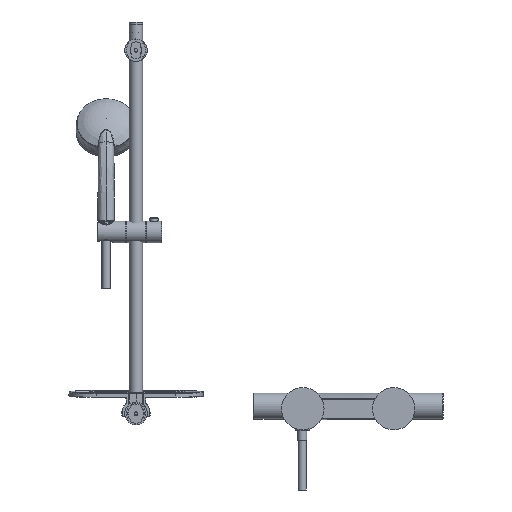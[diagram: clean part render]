
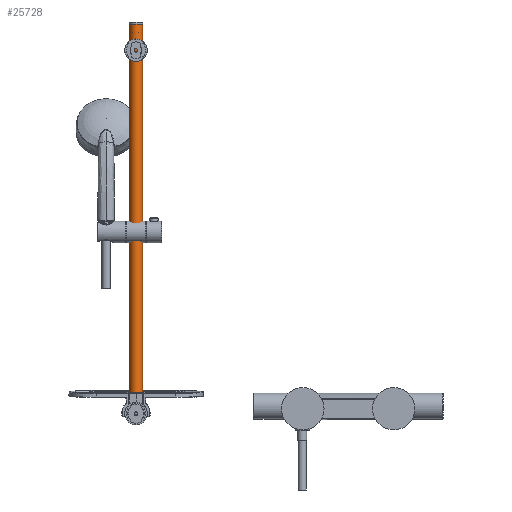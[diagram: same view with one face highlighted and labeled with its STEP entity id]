
A CAD part, left-side view. The second image highlights one B-rep face of the part: STEP entity #25728.
In plain terms, the highlighted cylindrical face has radius 10.9 mm (diameter 21.8 mm), a full revolution.
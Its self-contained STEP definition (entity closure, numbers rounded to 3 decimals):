
#5350=CYLINDRICAL_SURFACE('',#29920,10.9);
#5821=ORIENTED_EDGE('',*,*,#13870,.T.);
#5822=ORIENTED_EDGE('',*,*,#13871,.F.);
#13870=EDGE_CURVE('',#17898,#17898,#20626,.T.);
#13871=EDGE_CURVE('',#17899,#17899,#20627,.T.);
#17898=VERTEX_POINT('',#37437);
#17899=VERTEX_POINT('',#37439);
#20626=CIRCLE('',#29921,10.9);
#20627=CIRCLE('',#29922,10.9);
#21514=EDGE_LOOP('',(#5821));
#21515=EDGE_LOOP('',(#5822));
#23525=FACE_BOUND('',#21514,.T.);
#23526=FACE_BOUND('',#21515,.T.);
#25728=ADVANCED_FACE('',(#23525,#23526),#5350,.T.);
#29920=AXIS2_PLACEMENT_3D('',#37435,#32116,#32117);
#29921=AXIS2_PLACEMENT_3D('',#37436,#32118,#32119);
#29922=AXIS2_PLACEMENT_3D('',#37438,#32120,#32121);
#32116=DIRECTION('',(0.,0.,-1.));
#32117=DIRECTION('',(0.,-1.,0.));
#32118=DIRECTION('',(0.,0.,-1.));
#32119=DIRECTION('',(0.,1.,0.));
#32120=DIRECTION('',(0.,0.,-1.));
#32121=DIRECTION('',(0.,1.,0.));
#37435=CARTESIAN_POINT('',(0.,350.65,631.033));
#37436=CARTESIAN_POINT('',(0.,350.65,631.033));
#37437=CARTESIAN_POINT('',(0.,361.55,631.033));
#37438=CARTESIAN_POINT('',(0.,350.65,-1.967));
#37439=CARTESIAN_POINT('',(0.,361.55,-1.967));
